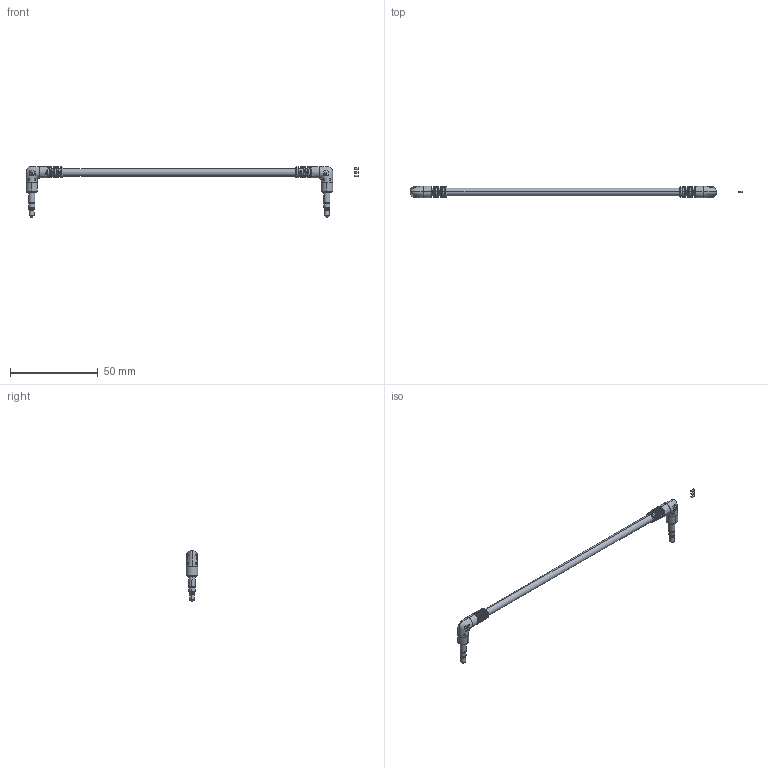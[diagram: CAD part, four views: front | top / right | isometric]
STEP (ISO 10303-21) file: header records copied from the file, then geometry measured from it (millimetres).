
FILE_DESCRIPTION (( 'STEP AP203' ), '1' );
FILE_NAME ('10-03752.STEP', '2020-08-10T19:47:07', ( '' ), ( '' ), 'SwSTEP 2.0', 'SolidWorks 2015', '' );
FILE_SCHEMA (( 'CONFIG_CONTROL_DESIGN' ));
Length unit declared in the file: millimetre
Products named in the file (4): 10-03752; 50-00396; 30-01374_blunt cut; 24-00085
Assembly tree (5 placements, depth 2):
  10-03752
    30-01374_blunt cut
    24-00085  x2
    50-00396  x2
Bounding box: 189.5 x 6.5 x 29 mm (x, y, z)
Volume: 4253.9 mm3; surface area: 20046.1 mm2
Topology: 74 solids, 74 shells, 1026 faces, 2306 edges, 1416 vertices
Faces by surface type: cylinder 372, bspline 292, plane 274, torus 48, cone 40
Entity records: 25671 total; most frequent: CARTESIAN_POINT 10253, ORIENTED_EDGE 3034, DIRECTION 3014, EDGE_CURVE 1517, AXIS2_PLACEMENT_3D 1319, VERTEX_POINT 972, EDGE_LOOP 867, CIRCLE 744
